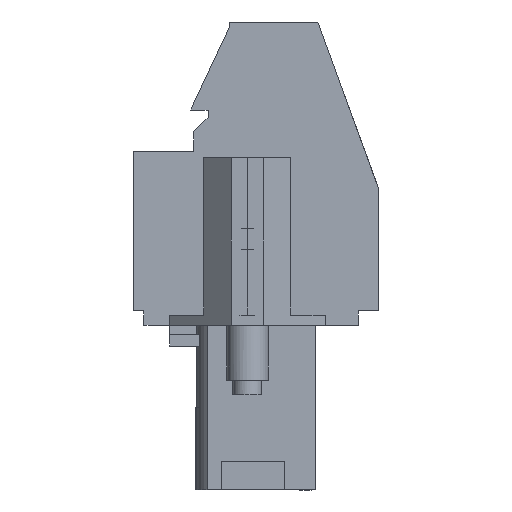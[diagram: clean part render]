
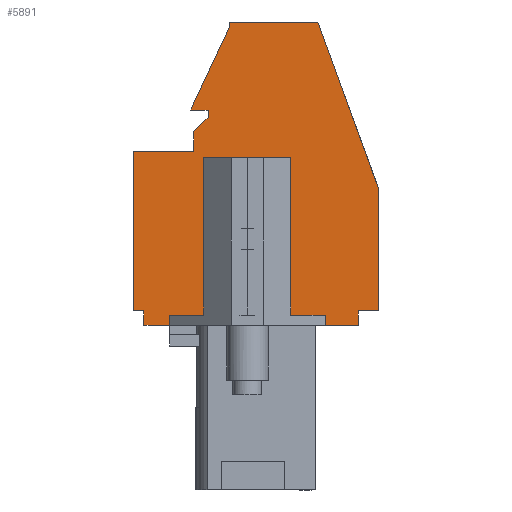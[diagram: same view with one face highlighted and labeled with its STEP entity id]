
A CAD part, left-side view. The second image highlights one B-rep face of the part: STEP entity #5891.
In plain terms, the highlighted planar face has unit normal (-1, 0, 0).
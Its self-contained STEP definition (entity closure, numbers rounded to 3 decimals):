
#2199=AXIS2_PLACEMENT_3D('Plane Axis2P3D',#2196,#2197,#2198) ;
#107=CARTESIAN_POINT('Line Origine',(3.47,1.782,7.95)) ;
#111=CARTESIAN_POINT('Vertex',(3.47,2.58,7.95)) ;
#113=CARTESIAN_POINT('Vertex',(3.47,0.983,7.95)) ;
#148=CARTESIAN_POINT('Vertex',(3.47,10.08,7.95)) ;
#151=CARTESIAN_POINT('Line Origine',(3.47,10.705,7.95)) ;
#155=CARTESIAN_POINT('Vertex',(3.47,11.33,7.95)) ;
#2196=CARTESIAN_POINT('Axis2P3D Location',(3.47,0.,0.)) ;
#5747=CARTESIAN_POINT('Line Origine',(3.47,0.983,8.3)) ;
#5751=CARTESIAN_POINT('Vertex',(3.47,0.983,8.65)) ;
#5754=CARTESIAN_POINT('Line Origine',(3.47,0.492,8.65)) ;
#5758=CARTESIAN_POINT('Vertex',(3.47,0.,8.65)) ;
#5761=CARTESIAN_POINT('Line Origine',(3.47,0.,11.611)) ;
#5765=CARTESIAN_POINT('Vertex',(3.47,0.,14.572)) ;
#5768=CARTESIAN_POINT('Line Origine',(3.47,1.461,18.586)) ;
#5772=CARTESIAN_POINT('Vertex',(3.47,2.922,22.6)) ;
#5775=CARTESIAN_POINT('Line Origine',(3.47,5.052,22.6)) ;
#5779=CARTESIAN_POINT('Vertex',(3.47,7.181,22.6)) ;
#5782=CARTESIAN_POINT('Line Origine',(3.47,7.181,22.5)) ;
#5786=CARTESIAN_POINT('Vertex',(3.47,7.181,22.4)) ;
#5789=CARTESIAN_POINT('Line Origine',(3.47,8.126,20.375)) ;
#5793=CARTESIAN_POINT('Vertex',(3.47,9.07,18.35)) ;
#5796=CARTESIAN_POINT('Line Origine',(3.47,8.65,18.35)) ;
#5800=CARTESIAN_POINT('Vertex',(3.47,8.23,18.35)) ;
#5803=CARTESIAN_POINT('Line Origine',(3.47,8.23,18.175)) ;
#5807=CARTESIAN_POINT('Vertex',(3.47,8.23,18.)) ;
#5810=CARTESIAN_POINT('Line Origine',(3.47,8.58,17.65)) ;
#5814=CARTESIAN_POINT('Vertex',(3.47,8.93,17.3)) ;
#5817=CARTESIAN_POINT('Line Origine',(3.47,8.93,16.825)) ;
#5821=CARTESIAN_POINT('Vertex',(3.47,8.93,16.35)) ;
#5824=CARTESIAN_POINT('Line Origine',(3.47,10.38,16.35)) ;
#5828=CARTESIAN_POINT('Vertex',(3.47,11.83,16.35)) ;
#5831=CARTESIAN_POINT('Line Origine',(3.47,11.83,12.5)) ;
#5835=CARTESIAN_POINT('Vertex',(3.47,11.83,8.65)) ;
#5838=CARTESIAN_POINT('Line Origine',(3.47,11.58,8.65)) ;
#5842=CARTESIAN_POINT('Vertex',(3.47,11.33,8.65)) ;
#5845=CARTESIAN_POINT('Line Origine',(3.47,11.33,8.3)) ;
#5850=CARTESIAN_POINT('Line Origine',(3.47,10.08,8.2)) ;
#5854=CARTESIAN_POINT('Vertex',(3.47,10.08,8.45)) ;
#5857=CARTESIAN_POINT('Line Origine',(3.47,6.33,8.45)) ;
#5861=CARTESIAN_POINT('Vertex',(3.47,2.58,8.45)) ;
#5864=CARTESIAN_POINT('Line Origine',(3.47,2.58,8.2)) ;
#108=DIRECTION('Vector Direction',(0.,-1.,0.)) ;
#152=DIRECTION('Vector Direction',(0.,-1.,0.)) ;
#2197=DIRECTION('Axis2P3D Direction',(-1.,0.,0.)) ;
#2198=DIRECTION('Axis2P3D XDirection',(0.,0.,1.)) ;
#5748=DIRECTION('Vector Direction',(0.,0.,1.)) ;
#5755=DIRECTION('Vector Direction',(0.,-1.,0.)) ;
#5762=DIRECTION('Vector Direction',(0.,0.,1.)) ;
#5769=DIRECTION('Vector Direction',(0.,-0.342,-0.94)) ;
#5776=DIRECTION('Vector Direction',(0.,-1.,0.)) ;
#5783=DIRECTION('Vector Direction',(0.,0.,1.)) ;
#5790=DIRECTION('Vector Direction',(0.,-0.423,0.906)) ;
#5797=DIRECTION('Vector Direction',(0.,1.,0.)) ;
#5804=DIRECTION('Vector Direction',(0.,0.,1.)) ;
#5811=DIRECTION('Vector Direction',(0.,-0.707,0.707)) ;
#5818=DIRECTION('Vector Direction',(0.,0.,1.)) ;
#5825=DIRECTION('Vector Direction',(0.,-1.,0.)) ;
#5832=DIRECTION('Vector Direction',(0.,0.,1.)) ;
#5839=DIRECTION('Vector Direction',(0.,1.,0.)) ;
#5846=DIRECTION('Vector Direction',(0.,0.,-1.)) ;
#5851=DIRECTION('Vector Direction',(0.,0.,1.)) ;
#5858=DIRECTION('Vector Direction',(0.,1.,0.)) ;
#5865=DIRECTION('Vector Direction',(0.,0.,1.)) ;
#109=VECTOR('Line Direction',#108,1.) ;
#153=VECTOR('Line Direction',#152,1.) ;
#5749=VECTOR('Line Direction',#5748,1.) ;
#5756=VECTOR('Line Direction',#5755,1.) ;
#5763=VECTOR('Line Direction',#5762,1.) ;
#5770=VECTOR('Line Direction',#5769,1.) ;
#5777=VECTOR('Line Direction',#5776,1.) ;
#5784=VECTOR('Line Direction',#5783,1.) ;
#5791=VECTOR('Line Direction',#5790,1.) ;
#5798=VECTOR('Line Direction',#5797,1.) ;
#5805=VECTOR('Line Direction',#5804,1.) ;
#5812=VECTOR('Line Direction',#5811,1.) ;
#5819=VECTOR('Line Direction',#5818,1.) ;
#5826=VECTOR('Line Direction',#5825,1.) ;
#5833=VECTOR('Line Direction',#5832,1.) ;
#5840=VECTOR('Line Direction',#5839,1.) ;
#5847=VECTOR('Line Direction',#5846,1.) ;
#5852=VECTOR('Line Direction',#5851,1.) ;
#5859=VECTOR('Line Direction',#5858,1.) ;
#5866=VECTOR('Line Direction',#5865,1.) ;
#5870=ORIENTED_EDGE('',*,*,#115,.T.) ;
#5871=ORIENTED_EDGE('',*,*,#5753,.T.) ;
#5872=ORIENTED_EDGE('',*,*,#5760,.T.) ;
#5873=ORIENTED_EDGE('',*,*,#5767,.T.) ;
#5874=ORIENTED_EDGE('',*,*,#5774,.T.) ;
#5875=ORIENTED_EDGE('',*,*,#5781,.T.) ;
#5876=ORIENTED_EDGE('',*,*,#5788,.T.) ;
#5877=ORIENTED_EDGE('',*,*,#5795,.T.) ;
#5878=ORIENTED_EDGE('',*,*,#5802,.T.) ;
#5879=ORIENTED_EDGE('',*,*,#5809,.T.) ;
#5880=ORIENTED_EDGE('',*,*,#5816,.T.) ;
#5881=ORIENTED_EDGE('',*,*,#5823,.T.) ;
#5882=ORIENTED_EDGE('',*,*,#5830,.T.) ;
#5883=ORIENTED_EDGE('',*,*,#5837,.T.) ;
#5884=ORIENTED_EDGE('',*,*,#5844,.T.) ;
#5885=ORIENTED_EDGE('',*,*,#5849,.T.) ;
#5886=ORIENTED_EDGE('',*,*,#157,.T.) ;
#5887=ORIENTED_EDGE('',*,*,#5856,.T.) ;
#5888=ORIENTED_EDGE('',*,*,#5863,.F.) ;
#5889=ORIENTED_EDGE('',*,*,#5868,.F.) ;
#5891=ADVANCED_FACE('HOUSING',(#5890),#2200,.T.) ;
#115=EDGE_CURVE('',#112,#114,#110,.T.) ;
#157=EDGE_CURVE('',#156,#149,#154,.T.) ;
#5753=EDGE_CURVE('',#114,#5752,#5750,.T.) ;
#5760=EDGE_CURVE('',#5752,#5759,#5757,.T.) ;
#5767=EDGE_CURVE('',#5759,#5766,#5764,.T.) ;
#5774=EDGE_CURVE('',#5766,#5773,#5771,.F.) ;
#5781=EDGE_CURVE('',#5773,#5780,#5778,.F.) ;
#5788=EDGE_CURVE('',#5780,#5787,#5785,.F.) ;
#5795=EDGE_CURVE('',#5787,#5794,#5792,.F.) ;
#5802=EDGE_CURVE('',#5794,#5801,#5799,.F.) ;
#5809=EDGE_CURVE('',#5801,#5808,#5806,.F.) ;
#5816=EDGE_CURVE('',#5808,#5815,#5813,.F.) ;
#5823=EDGE_CURVE('',#5815,#5822,#5820,.F.) ;
#5830=EDGE_CURVE('',#5822,#5829,#5827,.F.) ;
#5837=EDGE_CURVE('',#5829,#5836,#5834,.F.) ;
#5844=EDGE_CURVE('',#5836,#5843,#5841,.F.) ;
#5849=EDGE_CURVE('',#5843,#156,#5848,.T.) ;
#5856=EDGE_CURVE('',#149,#5855,#5853,.T.) ;
#5863=EDGE_CURVE('',#5862,#5855,#5860,.T.) ;
#5868=EDGE_CURVE('',#112,#5862,#5867,.T.) ;
#5869=EDGE_LOOP('',(#5870,#5871,#5872,#5873,#5874,#5875,#5876,#5877,#5878,#5879,#5880,#5881,#5882,#5883,#5884,#5885,#5886,#5887,#5888,#5889)) ;
#5890=FACE_OUTER_BOUND('',#5869,.T.) ;
#110=LINE('Line',#107,#109) ;
#154=LINE('Line',#151,#153) ;
#5750=LINE('Line',#5747,#5749) ;
#5757=LINE('Line',#5754,#5756) ;
#5764=LINE('Line',#5761,#5763) ;
#5771=LINE('Line',#5768,#5770) ;
#5778=LINE('Line',#5775,#5777) ;
#5785=LINE('Line',#5782,#5784) ;
#5792=LINE('Line',#5789,#5791) ;
#5799=LINE('Line',#5796,#5798) ;
#5806=LINE('Line',#5803,#5805) ;
#5813=LINE('Line',#5810,#5812) ;
#5820=LINE('Line',#5817,#5819) ;
#5827=LINE('Line',#5824,#5826) ;
#5834=LINE('Line',#5831,#5833) ;
#5841=LINE('Line',#5838,#5840) ;
#5848=LINE('Line',#5845,#5847) ;
#5853=LINE('Line',#5850,#5852) ;
#5860=LINE('Line',#5857,#5859) ;
#5867=LINE('Line',#5864,#5866) ;
#2200=PLANE('',#2199) ;
#112=VERTEX_POINT('',#111) ;
#114=VERTEX_POINT('',#113) ;
#149=VERTEX_POINT('',#148) ;
#156=VERTEX_POINT('',#155) ;
#5752=VERTEX_POINT('',#5751) ;
#5759=VERTEX_POINT('',#5758) ;
#5766=VERTEX_POINT('',#5765) ;
#5773=VERTEX_POINT('',#5772) ;
#5780=VERTEX_POINT('',#5779) ;
#5787=VERTEX_POINT('',#5786) ;
#5794=VERTEX_POINT('',#5793) ;
#5801=VERTEX_POINT('',#5800) ;
#5808=VERTEX_POINT('',#5807) ;
#5815=VERTEX_POINT('',#5814) ;
#5822=VERTEX_POINT('',#5821) ;
#5829=VERTEX_POINT('',#5828) ;
#5836=VERTEX_POINT('',#5835) ;
#5843=VERTEX_POINT('',#5842) ;
#5855=VERTEX_POINT('',#5854) ;
#5862=VERTEX_POINT('',#5861) ;
